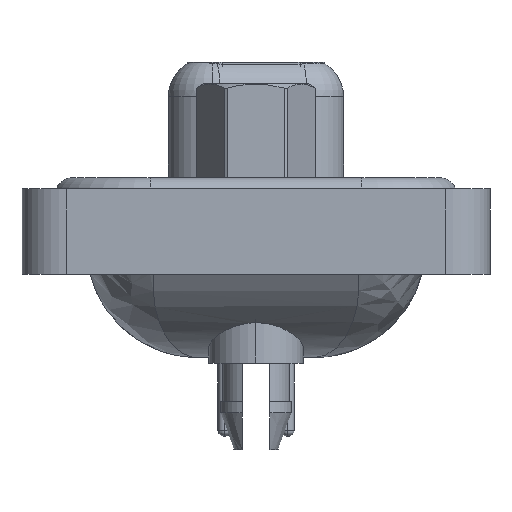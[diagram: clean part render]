
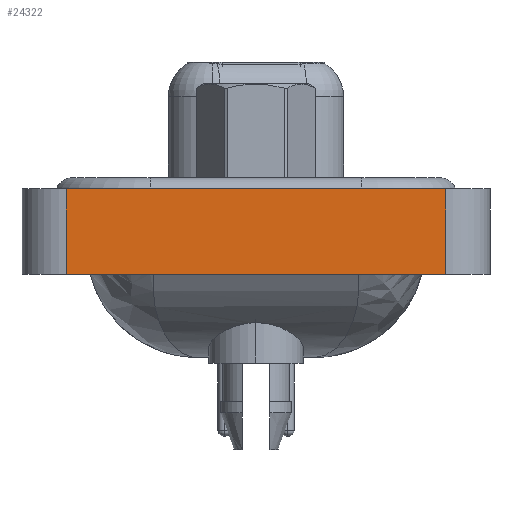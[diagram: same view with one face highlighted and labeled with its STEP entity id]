
A CAD part, left-side view. The second image highlights one B-rep face of the part: STEP entity #24322.
In plain terms, the highlighted planar face has unit normal (-1, 0, 0).
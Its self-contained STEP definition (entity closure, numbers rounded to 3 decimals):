
#2078 = CARTESIAN_POINT ( 'NONE',  ( -7.35, 8.55, 0.5 ) ) ;
#2182 = CARTESIAN_POINT ( 'NONE',  ( -7.35, 8.55, -3.35 ) ) ;
#4371 = VECTOR ( 'NONE', #18316, 1000. ) ;
#5502 = CARTESIAN_POINT ( 'NONE',  ( -7.35, 8.55, -3.35 ) ) ;
#5758 = LINE ( 'NONE', #5502, #12423 ) ;
#6947 = ORIENTED_EDGE ( 'NONE', *, *, #23233, .T. ) ;
#7426 = FACE_OUTER_BOUND ( 'NONE', #15292, .T. ) ;
#8926 = VERTEX_POINT ( 'NONE', #2078 ) ;
#9274 = CARTESIAN_POINT ( 'NONE',  ( -7.35, -8.55, -3.35 ) ) ;
#10452 = LINE ( 'NONE', #10696, #14406 ) ;
#10696 = CARTESIAN_POINT ( 'NONE',  ( -7.35, -8.55, 0.5 ) ) ;
#12051 = LINE ( 'NONE', #21794, #15653 ) ;
#12261 = EDGE_CURVE ( 'NONE', #8926, #21911, #10452, .T. ) ;
#12334 = DIRECTION ( 'NONE',  ( 0., -1., 0. ) ) ;
#12423 = VECTOR ( 'NONE', #19165, 1000. ) ;
#12650 = VERTEX_POINT ( 'NONE', #2182 ) ;
#14137 = EDGE_CURVE ( 'NONE', #12650, #8926, #5758, .T. ) ;
#14406 = VECTOR ( 'NONE', #12334, 1000. ) ;
#14827 = CARTESIAN_POINT ( 'NONE',  ( -7.35, -8.55, 0.5 ) ) ;
#15089 = ORIENTED_EDGE ( 'NONE', *, *, #23438, .T. ) ;
#15144 = DIRECTION ( 'NONE',  ( 0., 0., 1. ) ) ;
#15292 = EDGE_LOOP ( 'NONE', ( #15089, #19993, #19498, #6947 ) ) ;
#15653 = VECTOR ( 'NONE', #16219, 1000. ) ;
#16219 = DIRECTION ( 'NONE',  ( 0., 0., 1. ) ) ;
#17066 = CARTESIAN_POINT ( 'NONE',  ( -7.35, -8.55, -3.35 ) ) ;
#17187 = DIRECTION ( 'NONE',  ( -1., 0., 0. ) ) ;
#17335 = AXIS2_PLACEMENT_3D ( 'NONE', #17066, #17187, #15144 ) ;
#18316 = DIRECTION ( 'NONE',  ( 0., -1., 0. ) ) ;
#19165 = DIRECTION ( 'NONE',  ( 0., 0., 1. ) ) ;
#19498 = ORIENTED_EDGE ( 'NONE', *, *, #14137, .F. ) ;
#19632 = VERTEX_POINT ( 'NONE', #21025 ) ;
#19993 = ORIENTED_EDGE ( 'NONE', *, *, #12261, .F. ) ;
#20079 = LINE ( 'NONE', #9274, #4371 ) ;
#21025 = CARTESIAN_POINT ( 'NONE',  ( -7.35, -8.55, -3.35 ) ) ;
#21352 = PLANE ( 'NONE',  #17335 ) ;
#21794 = CARTESIAN_POINT ( 'NONE',  ( -7.35, -8.55, -3.35 ) ) ;
#21911 = VERTEX_POINT ( 'NONE', #14827 ) ;
#23233 = EDGE_CURVE ( 'NONE', #12650, #19632, #20079, .T. ) ;
#23438 = EDGE_CURVE ( 'NONE', #19632, #21911, #12051, .T. ) ;
#24322 = ADVANCED_FACE ( 'NONE', ( #7426 ), #21352, .T. ) ;
